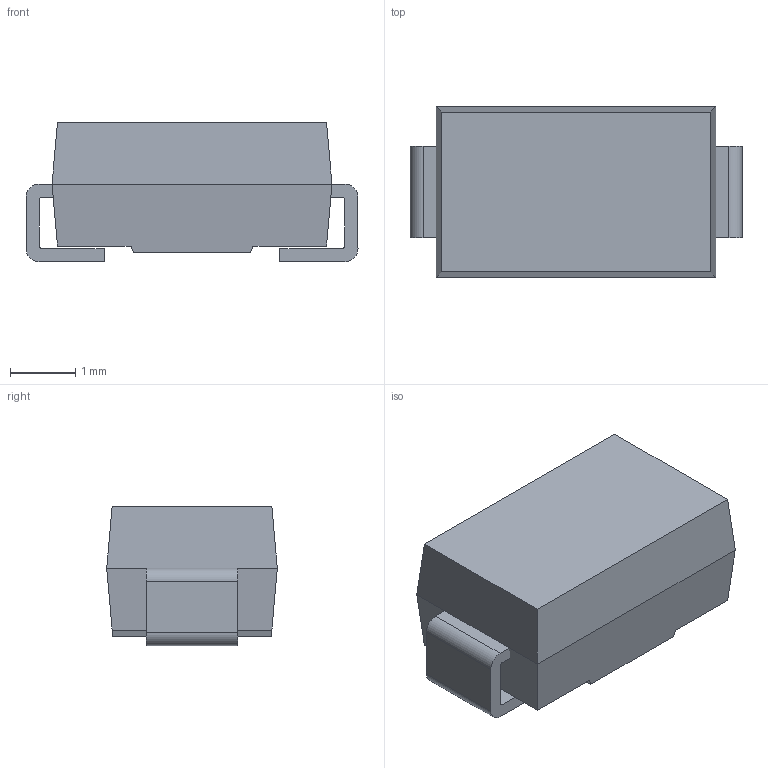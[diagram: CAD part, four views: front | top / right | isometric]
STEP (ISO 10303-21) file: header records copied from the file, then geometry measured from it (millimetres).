
FILE_DESCRIPTION(/* description */ (''),/* implementation_level */ '2;1');
FILE_NAME(/* name */ 'SMA立體圖.stp',/* time_stamp */ '2017-07-12T11:32:02+08:00',/* author */ ('lz'),/* organization */ (''),/* preprocessor_version */ 'ST-DEVELOPER v16.13',/* originating_system */ 'AutoCAD Mechanical',/* authorisation */ '');
FILE_SCHEMA (('AUTOMOTIVE_DESIGN { 1 0 10303 214 3 1 1 }'));
Length unit declared in the file: millimetre
Products named in the file (1): Product
Bounding box: 5.1 x 2.62 x 2.14 mm (x, y, z)
Volume: 23.4 mm3; surface area: 81.2 mm2
Topology: 6 solids, 6 shells, 88 faces, 228 edges, 150 vertices
Faces by surface type: plane 64, cylinder 22, cone 2
Full cylindrical faces by diameter (mm): 0.38 x1, 0.5 x2, 1 x1
Entity records: 2754 total; most frequent: CARTESIAN_POINT 545, DIRECTION 442, ORIENTED_EDGE 440, EDGE_CURVE 220, LINE 160, VECTOR 160, VERTEX_POINT 148, AXIS2_PLACEMENT_3D 141
